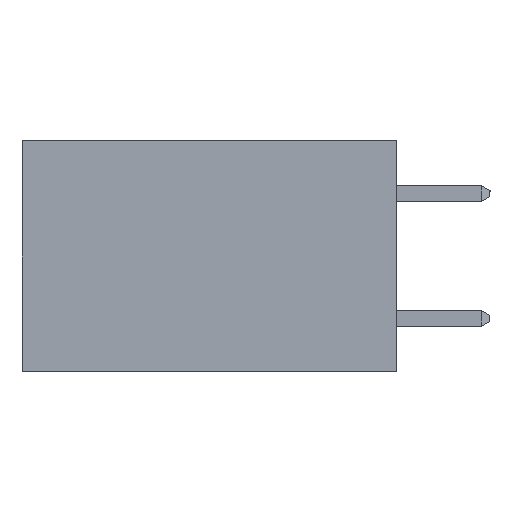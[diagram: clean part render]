
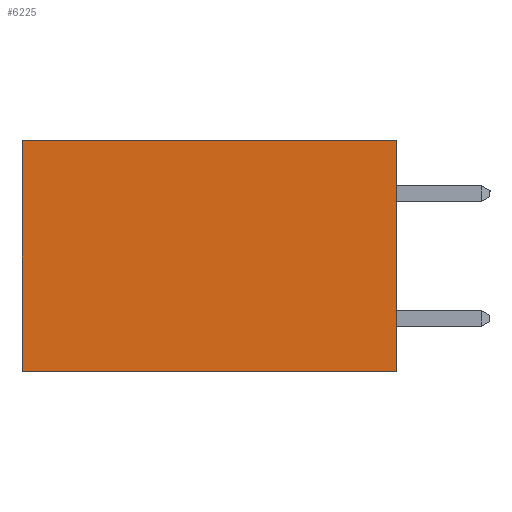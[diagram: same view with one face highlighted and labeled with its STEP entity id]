
A CAD part, left-side view. The second image highlights one B-rep face of the part: STEP entity #6225.
In plain terms, the highlighted planar face has unit normal (-1, 0, 0).
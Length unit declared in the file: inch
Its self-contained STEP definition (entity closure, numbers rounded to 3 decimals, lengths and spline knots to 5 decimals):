
#1263 = DIRECTION ( 'NONE',  ( 0., 1., 0. ) ) ;
#1401 = ORIENTED_EDGE ( 'NONE', *, *, #7341, .F. ) ;
#1596 = AXIS2_PLACEMENT_3D ( 'NONE', #6238, #4846, #9960 ) ;
#2139 = PLANE ( 'NONE',  #1596 ) ;
#2667 = ORIENTED_EDGE ( 'NONE', *, *, #14163, .T. ) ;
#2668 = EDGE_CURVE ( 'NONE', #15824, #10732, #2711, .T. ) ;
#2711 = LINE ( 'NONE', #3654, #9915 ) ;
#3654 = CARTESIAN_POINT ( 'NONE',  ( 0.2615, 0., -0.37 ) ) ;
#4189 = DIRECTION ( 'NONE',  ( 0., 0., -1. ) ) ;
#4797 = VECTOR ( 'NONE', #14293, 39.37008 ) ;
#4846 = DIRECTION ( 'NONE',  ( 1., 0., 0. ) ) ;
#5434 = LINE ( 'NONE', #15639, #7766 ) ;
#6225 = ADVANCED_FACE ( 'NONE', ( #8613 ), #2139, .F. ) ;
#6238 = CARTESIAN_POINT ( 'NONE',  ( 0.2615, 0., -0.37 ) ) ;
#6295 = ORIENTED_EDGE ( 'NONE', *, *, #2668, .F. ) ;
#7071 = CARTESIAN_POINT ( 'NONE',  ( 0.2615, 0., -0.37 ) ) ;
#7181 = CARTESIAN_POINT ( 'NONE',  ( 0.2615, 0., 0. ) ) ;
#7341 = EDGE_CURVE ( 'NONE', #16056, #15824, #13190, .T. ) ;
#7766 = VECTOR ( 'NONE', #4189, 39.37008 ) ;
#8424 = CARTESIAN_POINT ( 'NONE',  ( 0.2615, 0.6, -0.37 ) ) ;
#8613 = FACE_OUTER_BOUND ( 'NONE', #14788, .T. ) ;
#8713 = DIRECTION ( 'NONE',  ( 0., 1., 0. ) ) ;
#8783 = VECTOR ( 'NONE', #8713, 39.37008 ) ;
#8982 = EDGE_CURVE ( 'NONE', #16056, #15964, #10987, .T. ) ;
#9170 = CARTESIAN_POINT ( 'NONE',  ( 0.2615, 0., 0. ) ) ;
#9915 = VECTOR ( 'NONE', #1263, 39.37008 ) ;
#9960 = DIRECTION ( 'NONE',  ( 0., 0., -1. ) ) ;
#10732 = VERTEX_POINT ( 'NONE', #8424 ) ;
#10987 = LINE ( 'NONE', #7181, #8783 ) ;
#11370 = ORIENTED_EDGE ( 'NONE', *, *, #8982, .T. ) ;
#12933 = CARTESIAN_POINT ( 'NONE',  ( 0.2615, 0., -0.37 ) ) ;
#13190 = LINE ( 'NONE', #12933, #4797 ) ;
#14163 = EDGE_CURVE ( 'NONE', #15964, #10732, #5434, .T. ) ;
#14293 = DIRECTION ( 'NONE',  ( 0., 0., -1. ) ) ;
#14788 = EDGE_LOOP ( 'NONE', ( #2667, #6295, #1401, #11370 ) ) ;
#14858 = CARTESIAN_POINT ( 'NONE',  ( 0.2615, 0.6, 0. ) ) ;
#15639 = CARTESIAN_POINT ( 'NONE',  ( 0.2615, 0.6, -0.37 ) ) ;
#15824 = VERTEX_POINT ( 'NONE', #7071 ) ;
#15964 = VERTEX_POINT ( 'NONE', #14858 ) ;
#16056 = VERTEX_POINT ( 'NONE', #9170 ) ;
